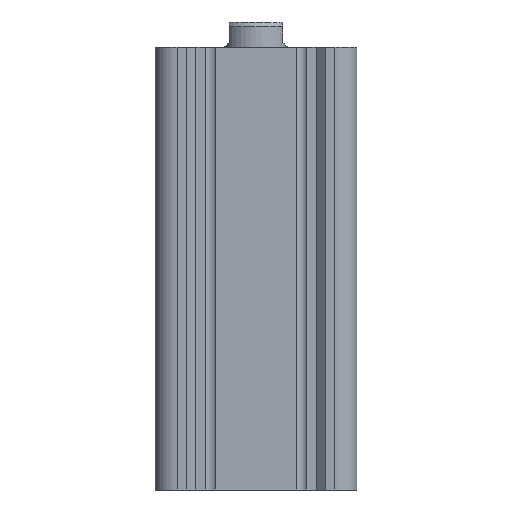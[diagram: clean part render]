
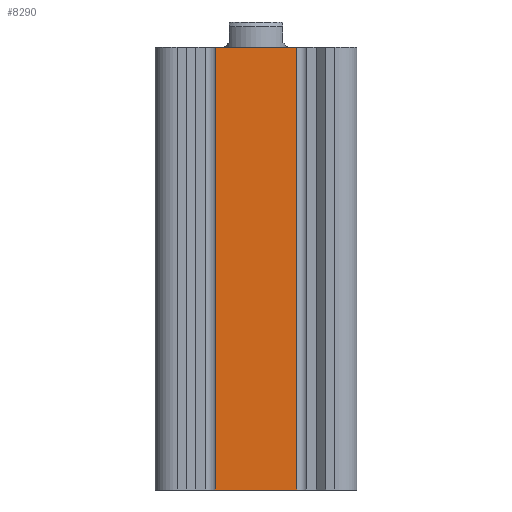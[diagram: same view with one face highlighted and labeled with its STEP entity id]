
A CAD part, front view. The second image highlights one B-rep face of the part: STEP entity #8290.
In plain terms, the highlighted planar face has unit normal (0, -1, 0).
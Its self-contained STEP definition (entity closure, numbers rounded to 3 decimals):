
#29 = LINE ( 'NONE', #170, #3338 ) ;
#170 = CARTESIAN_POINT ( 'NONE',  ( -13., -29., -70.25 ) ) ;
#238 = LINE ( 'NONE', #3361, #648 ) ;
#648 = VECTOR ( 'NONE', #5512, 1000. ) ;
#1003 = ORIENTED_EDGE ( 'NONE', *, *, #1535, .F. ) ;
#1509 = DIRECTION ( 'NONE',  ( 0., 0., 1. ) ) ;
#1535 = EDGE_CURVE ( 'NONE', #1653, #8246, #2797, .T. ) ;
#1653 = VERTEX_POINT ( 'NONE', #3055 ) ;
#2349 = DIRECTION ( 'NONE',  ( 1., 0., 0. ) ) ;
#2358 = AXIS2_PLACEMENT_3D ( 'NONE', #5472, #5422, #5378 ) ;
#2558 = CARTESIAN_POINT ( 'NONE',  ( 13., -29., -70.25 ) ) ;
#2761 = DIRECTION ( 'NONE',  ( 0., 0., 1. ) ) ;
#2797 = LINE ( 'NONE', #6170, #3205 ) ;
#3055 = CARTESIAN_POINT ( 'NONE',  ( -13., -29., 70.25 ) ) ;
#3205 = VECTOR ( 'NONE', #2349, 1000. ) ;
#3338 = VECTOR ( 'NONE', #2761, 1000. ) ;
#3361 = CARTESIAN_POINT ( 'NONE',  ( 19.1, -29., -70.25 ) ) ;
#3551 = VECTOR ( 'NONE', #1509, 1000. ) ;
#4643 = FACE_OUTER_BOUND ( 'NONE', #7190, .T. ) ;
#5254 = LINE ( 'NONE', #2558, #3551 ) ;
#5378 = DIRECTION ( 'NONE',  ( -1., 0., 0. ) ) ;
#5422 = DIRECTION ( 'NONE',  ( 0., 1., 0. ) ) ;
#5472 = CARTESIAN_POINT ( 'NONE',  ( 19.1, -29., 70.25 ) ) ;
#5512 = DIRECTION ( 'NONE',  ( 1., 0., 0. ) ) ;
#5648 = VERTEX_POINT ( 'NONE', #8123 ) ;
#5815 = CARTESIAN_POINT ( 'NONE',  ( 13., -29., -70.25 ) ) ;
#5882 = EDGE_CURVE ( 'NONE', #5648, #7967, #238, .T. ) ;
#5920 = EDGE_CURVE ( 'NONE', #5648, #1653, #29, .T. ) ;
#6028 = PLANE ( 'NONE',  #2358 ) ;
#6170 = CARTESIAN_POINT ( 'NONE',  ( 19.1, -29., 70.25 ) ) ;
#6563 = CARTESIAN_POINT ( 'NONE',  ( 13., -29., 70.25 ) ) ;
#6706 = EDGE_CURVE ( 'NONE', #7967, #8246, #5254, .T. ) ;
#7190 = EDGE_LOOP ( 'NONE', ( #1003, #7313, #7711, #7389 ) ) ;
#7313 = ORIENTED_EDGE ( 'NONE', *, *, #5920, .F. ) ;
#7389 = ORIENTED_EDGE ( 'NONE', *, *, #6706, .T. ) ;
#7711 = ORIENTED_EDGE ( 'NONE', *, *, #5882, .T. ) ;
#7967 = VERTEX_POINT ( 'NONE', #5815 ) ;
#8123 = CARTESIAN_POINT ( 'NONE',  ( -13., -29., -70.25 ) ) ;
#8246 = VERTEX_POINT ( 'NONE', #6563 ) ;
#8290 = ADVANCED_FACE ( 'NONE', ( #4643 ), #6028, .F. ) ;
